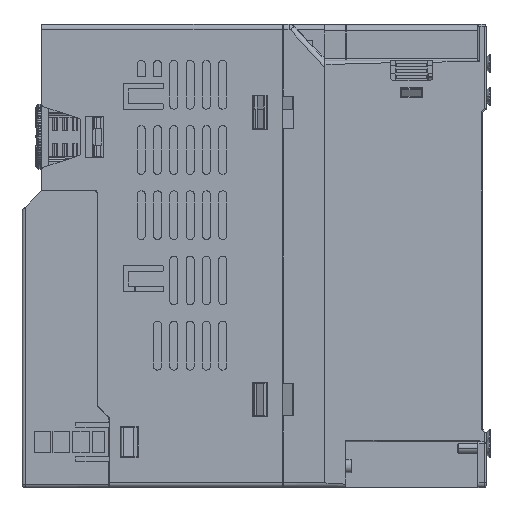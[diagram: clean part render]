
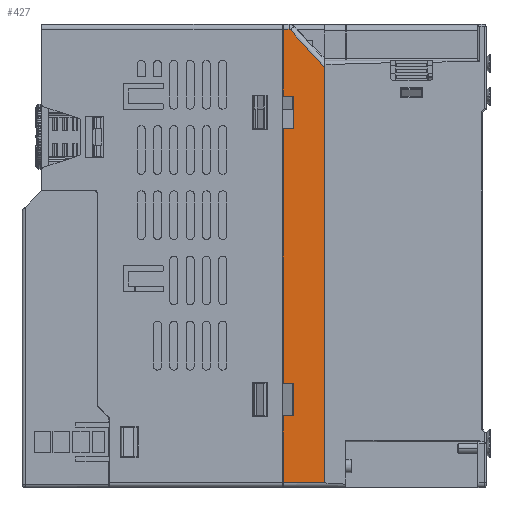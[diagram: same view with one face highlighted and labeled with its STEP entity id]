
A CAD part, left-side view. The second image highlights one B-rep face of the part: STEP entity #427.
In plain terms, the highlighted planar face has unit normal (-1, 0, 0).
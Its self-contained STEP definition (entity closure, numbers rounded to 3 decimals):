
#427=ADVANCED_FACE('',(#5016),#75034,.T.);
#5016=FACE_OUTER_BOUND('',#9608,.T.);
#9608=EDGE_LOOP('',(#14626,#14627,#14628,#14629,#14630,#14631,#14632,#14633,
#14634,#14635,#14636,#14637,#14638,#14639,#14640));
#14626=ORIENTED_EDGE('',*,*,#40408,.T.);
#14627=ORIENTED_EDGE('',*,*,#40442,.T.);
#14628=ORIENTED_EDGE('',*,*,#40446,.T.);
#14629=ORIENTED_EDGE('',*,*,#40412,.T.);
#14630=ORIENTED_EDGE('',*,*,#40413,.T.);
#14631=ORIENTED_EDGE('',*,*,#40414,.T.);
#14632=ORIENTED_EDGE('',*,*,#40409,.T.);
#14633=ORIENTED_EDGE('',*,*,#40410,.T.);
#14634=ORIENTED_EDGE('',*,*,#40419,.T.);
#14635=ORIENTED_EDGE('',*,*,#40415,.T.);
#14636=ORIENTED_EDGE('',*,*,#40416,.T.);
#14637=ORIENTED_EDGE('',*,*,#40411,.T.);
#14638=ORIENTED_EDGE('',*,*,#40417,.T.);
#14639=ORIENTED_EDGE('',*,*,#40418,.T.);
#14640=ORIENTED_EDGE('',*,*,#40404,.F.);
#40404=EDGE_CURVE('',#66241,#66242,#53311,.T.);
#40408=EDGE_CURVE('',#66241,#66243,#53314,.T.);
#40409=EDGE_CURVE('',#66248,#66249,#53315,.T.);
#40410=EDGE_CURVE('',#66249,#66250,#53316,.T.);
#40411=EDGE_CURVE('',#66253,#66254,#53317,.T.);
#40412=EDGE_CURVE('',#66245,#66246,#53318,.T.);
#40413=EDGE_CURVE('',#66246,#66247,#53319,.T.);
#40414=EDGE_CURVE('',#66247,#66248,#53320,.T.);
#40415=EDGE_CURVE('',#66251,#66252,#53321,.T.);
#40416=EDGE_CURVE('',#66252,#66253,#53322,.T.);
#40417=EDGE_CURVE('',#66254,#66255,#53323,.T.);
#40418=EDGE_CURVE('',#66255,#66242,#53324,.T.);
#40419=EDGE_CURVE('',#66250,#66251,#53325,.T.);
#40442=EDGE_CURVE('',#66243,#66244,#53348,.T.);
#40446=EDGE_CURVE('',#66244,#66245,#63776,.T.);
#53311=B_SPLINE_CURVE_WITH_KNOTS('',1,(#118450,#118451),.UNSPECIFIED.,.F.,
 .F.,(2,2),(0.,12.7),.UNSPECIFIED.);
#53314=B_SPLINE_CURVE_WITH_KNOTS('',1,(#118521,#118522),.UNSPECIFIED.,.F.,
 .F.,(2,2),(0.,127.27),.UNSPECIFIED.);
#53315=B_SPLINE_CURVE_WITH_KNOTS('',1,(#118523,#118524),.UNSPECIFIED.,.F.,
 .F.,(2,2),(0.,3.1),.UNSPECIFIED.);
#53316=B_SPLINE_CURVE_WITH_KNOTS('',1,(#118525,#118526),.UNSPECIFIED.,.F.,
 .F.,(2,2),(0.,10.),.UNSPECIFIED.);
#53317=B_SPLINE_CURVE_WITH_KNOTS('',1,(#118527,#118528),.UNSPECIFIED.,.F.,
 .F.,(2,2),(0.,10.),.UNSPECIFIED.);
#53318=B_SPLINE_CURVE_WITH_KNOTS('',1,(#118529,#118530),.UNSPECIFIED.,.F.,
 .F.,(2,2),(-1.815,0.),.UNSPECIFIED.);
#53319=B_SPLINE_CURVE_WITH_KNOTS('',1,(#118531,#118532),.UNSPECIFIED.,.F.,
 .F.,(2,2),(-14.496,0.),.UNSPECIFIED.);
#53320=B_SPLINE_CURVE_WITH_KNOTS('',1,(#118533,#118534),.UNSPECIFIED.,.F.,
 .F.,(2,2),(-6.,0.),.UNSPECIFIED.);
#53321=B_SPLINE_CURVE_WITH_KNOTS('',1,(#118535,#118536),.UNSPECIFIED.,.F.,
 .F.,(2,2),(-78.,0.),.UNSPECIFIED.);
#53322=B_SPLINE_CURVE_WITH_KNOTS('',1,(#118537,#118538),.UNSPECIFIED.,.F.,
 .F.,(2,2),(-3.1,0.),.UNSPECIFIED.);
#53323=B_SPLINE_CURVE_WITH_KNOTS('',1,(#118539,#118540),.UNSPECIFIED.,.F.,
 .F.,(2,2),(-3.1,0.),.UNSPECIFIED.);
#53324=B_SPLINE_CURVE_WITH_KNOTS('',1,(#118541,#118542),.UNSPECIFIED.,.F.,
 .F.,(2,2),(-20.5,0.),.UNSPECIFIED.);
#53325=B_SPLINE_CURVE_WITH_KNOTS('',1,(#118543,#118544),.UNSPECIFIED.,.F.,
 .F.,(2,2),(-3.1,0.),.UNSPECIFIED.);
#53348=B_SPLINE_CURVE_WITH_KNOTS('',1,(#118664,#118665),.UNSPECIFIED.,.F.,
 .F.,(2,2),(-15.631,0.),.UNSPECIFIED.);
#63776=(
BOUNDED_CURVE()
B_SPLINE_CURVE(2,(#118675,#118676,#118677),.UNSPECIFIED.,.F.,.F.)
B_SPLINE_CURVE_WITH_KNOTS((3,3),(-0.442,0.),.UNSPECIFIED.)
CURVE()
GEOMETRIC_REPRESENTATION_ITEM()
RATIONAL_B_SPLINE_CURVE((1.,0.915,1.))
REPRESENTATION_ITEM('')
);
#66241=VERTEX_POINT('',#111138);
#66242=VERTEX_POINT('',#111139);
#66243=VERTEX_POINT('',#111140);
#66244=VERTEX_POINT('',#111141);
#66245=VERTEX_POINT('',#111142);
#66246=VERTEX_POINT('',#111143);
#66247=VERTEX_POINT('',#111144);
#66248=VERTEX_POINT('',#111145);
#66249=VERTEX_POINT('',#111146);
#66250=VERTEX_POINT('',#111147);
#66251=VERTEX_POINT('',#111148);
#66252=VERTEX_POINT('',#111149);
#66253=VERTEX_POINT('',#111150);
#66254=VERTEX_POINT('',#111151);
#66255=VERTEX_POINT('',#111152);
#75034=PLANE('',#79260);
#79260=AXIS2_PLACEMENT_3D('',#87541,#83400,$);
#83400=DIRECTION('',(-1.,0.,0.));
#87541=CARTESIAN_POINT('',(-38.215,70.73,-77.999));
#111138=CARTESIAN_POINT('',(-38.215,56.5,-63.839));
#111139=CARTESIAN_POINT('',(-38.214,69.2,-63.839));
#111140=CARTESIAN_POINT('',(-38.215,56.5,63.431));
#111141=CARTESIAN_POINT('',(-38.215,67.015,74.997));
#111142=CARTESIAN_POINT('',(-38.215,67.385,75.161));
#111143=CARTESIAN_POINT('',(-38.214,69.2,75.157));
#111144=CARTESIAN_POINT('',(-38.214,69.2,60.661));
#111145=CARTESIAN_POINT('',(-38.215,69.2,54.661));
#111146=CARTESIAN_POINT('',(-38.215,66.1,54.661));
#111147=CARTESIAN_POINT('',(-38.215,66.1,44.661));
#111148=CARTESIAN_POINT('',(-38.214,69.2,44.661));
#111149=CARTESIAN_POINT('',(-38.214,69.2,-33.339));
#111150=CARTESIAN_POINT('',(-38.215,66.1,-33.339));
#111151=CARTESIAN_POINT('',(-38.215,66.1,-43.339));
#111152=CARTESIAN_POINT('',(-38.214,69.2,-43.339));
#118450=CARTESIAN_POINT('',(-38.215,56.5,-63.839));
#118451=CARTESIAN_POINT('',(-38.214,69.2,-63.839));
#118521=CARTESIAN_POINT('',(-38.215,56.5,-63.839));
#118522=CARTESIAN_POINT('',(-38.215,56.5,63.431));
#118523=CARTESIAN_POINT('',(-38.215,69.2,54.661));
#118524=CARTESIAN_POINT('',(-38.215,66.1,54.661));
#118525=CARTESIAN_POINT('',(-38.215,66.1,54.661));
#118526=CARTESIAN_POINT('',(-38.215,66.1,44.661));
#118527=CARTESIAN_POINT('',(-38.215,66.1,-33.339));
#118528=CARTESIAN_POINT('',(-38.215,66.1,-43.339));
#118529=CARTESIAN_POINT('',(-38.215,67.385,75.161));
#118530=CARTESIAN_POINT('',(-38.214,69.2,75.157));
#118531=CARTESIAN_POINT('',(-38.214,69.2,75.157));
#118532=CARTESIAN_POINT('',(-38.214,69.2,60.661));
#118533=CARTESIAN_POINT('',(-38.214,69.2,60.661));
#118534=CARTESIAN_POINT('',(-38.215,69.2,54.661));
#118535=CARTESIAN_POINT('',(-38.214,69.2,44.661));
#118536=CARTESIAN_POINT('',(-38.214,69.2,-33.339));
#118537=CARTESIAN_POINT('',(-38.214,69.2,-33.339));
#118538=CARTESIAN_POINT('',(-38.215,66.1,-33.339));
#118539=CARTESIAN_POINT('',(-38.215,66.1,-43.339));
#118540=CARTESIAN_POINT('',(-38.214,69.2,-43.339));
#118541=CARTESIAN_POINT('',(-38.214,69.2,-43.339));
#118542=CARTESIAN_POINT('',(-38.214,69.2,-63.839));
#118543=CARTESIAN_POINT('',(-38.215,66.1,44.661));
#118544=CARTESIAN_POINT('',(-38.214,69.2,44.661));
#118664=CARTESIAN_POINT('',(-38.215,56.5,63.431));
#118665=CARTESIAN_POINT('',(-38.215,67.015,74.997));
#118675=CARTESIAN_POINT('',(-38.215,67.015,74.997));
#118676=CARTESIAN_POINT('',(-38.215,67.164,75.161));
#118677=CARTESIAN_POINT('',(-38.215,67.385,75.161));
